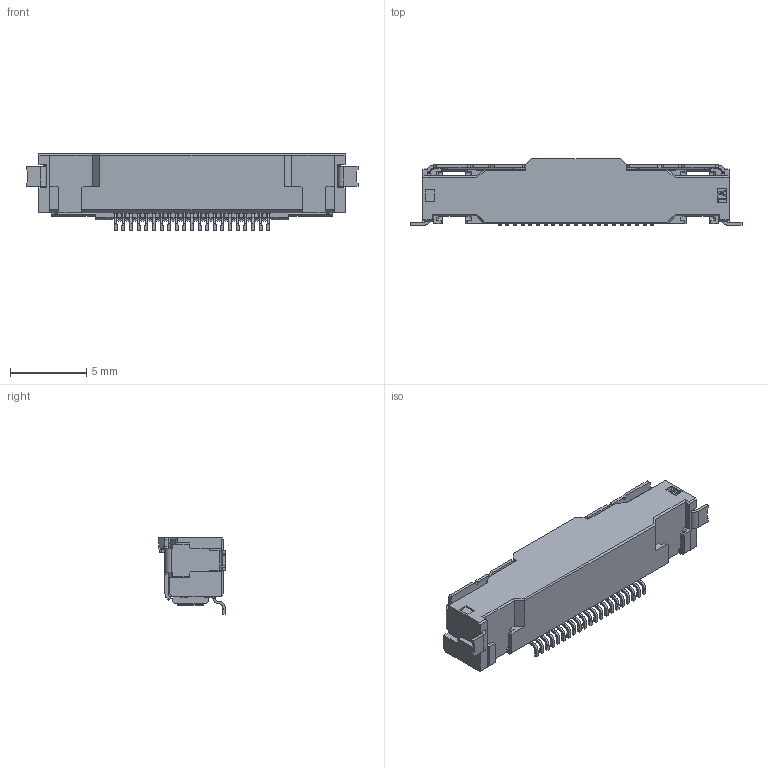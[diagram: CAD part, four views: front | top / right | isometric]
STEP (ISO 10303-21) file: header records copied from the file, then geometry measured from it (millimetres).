
FILE_DESCRIPTION (( 'STEP AP203' ), '1' );
FILE_NAME ('HF507S-21-03.STEP', '2012-12-19T07:09:48', ( 'HP-Z400' ), ( 'Hewlett-Packard Company' ), 'SwSTEP 2.0', 'SolidWorks 2010', '' );
FILE_SCHEMA (( 'CONFIG_CONTROL_DESIGN' ));
Length unit declared in the file: millimetre
Products named in the file (1): HF507S-21-03
Bounding box: 21.8 x 4.35 x 5.05 mm (x, y, z)
Volume: 281 mm3; surface area: 573.1 mm2
Topology: 1 solids, 1 shells, 1321 faces, 3690 edges, 2404 vertices
Faces by surface type: plane 1014, cylinder 219, bspline 64, torus 24
Entity records: 42741 total; most frequent: CARTESIAN_POINT 8942, ORIENTED_EDGE 7380, DIRECTION 6460, EDGE_CURVE 3690, VECTOR 2976, LINE 2976, VERTEX_POINT 2404, AXIS2_PLACEMENT_3D 1742
